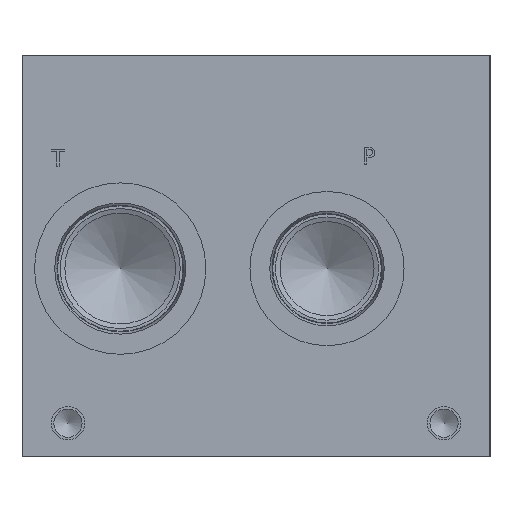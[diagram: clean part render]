
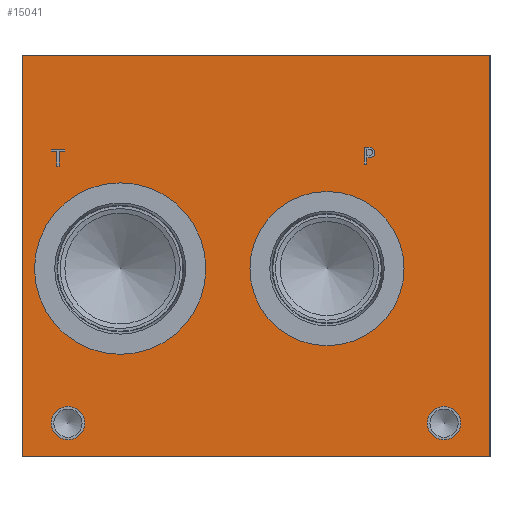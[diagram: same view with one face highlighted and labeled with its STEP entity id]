
A CAD part, left-side view. The second image highlights one B-rep face of the part: STEP entity #15041.
In plain terms, the highlighted planar face has unit normal (-1, 0, 0).
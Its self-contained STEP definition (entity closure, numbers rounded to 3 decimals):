
#247=CIRCLE('',#15874,32.563);
#248=CIRCLE('',#15875,32.563);
#249=CIRCLE('',#15876,29.286);
#250=CIRCLE('',#15877,29.286);
#251=CIRCLE('',#15878,6.35);
#252=CIRCLE('',#15879,6.35);
#253=CIRCLE('',#15880,6.35);
#254=CIRCLE('',#15881,6.35);
#723=FACE_BOUND('',#2179,.T.);
#724=FACE_BOUND('',#2180,.T.);
#725=FACE_BOUND('',#2181,.T.);
#726=FACE_BOUND('',#2182,.T.);
#727=FACE_BOUND('',#2183,.T.);
#728=FACE_BOUND('',#2184,.T.);
#901=PLANE('',#15873);
#1344=FACE_OUTER_BOUND('',#2178,.T.);
#2178=EDGE_LOOP('',(#10141,#10142,#10143,#10144));
#2179=EDGE_LOOP('',(#10145,#10146));
#2180=EDGE_LOOP('',(#10147,#10148));
#2181=EDGE_LOOP('',(#10149,#10150));
#2182=EDGE_LOOP('',(#10151,#10152));
#2183=EDGE_LOOP('',(#10153,#10154,#10155,#10156,#10157,#10158,#10159,#10160));
#2184=EDGE_LOOP('',(#10161,#10162,#10163,#10164,#10165,#10166,#10167,#10168,
#10169));
#3186=LINE('',#21004,#4554);
#3189=LINE('',#21010,#4557);
#3192=LINE('',#21016,#4560);
#3195=LINE('',#21022,#4563);
#3198=LINE('',#21028,#4566);
#3202=LINE('',#21071,#4570);
#3203=LINE('',#21073,#4571);
#3204=LINE('',#21075,#4572);
#3205=LINE('',#21076,#4573);
#3206=LINE('',#21095,#4574);
#3207=LINE('',#21097,#4575);
#3208=LINE('',#21099,#4576);
#3209=LINE('',#21101,#4577);
#3210=LINE('',#21103,#4578);
#3211=LINE('',#21105,#4579);
#3212=LINE('',#21107,#4580);
#3213=LINE('',#21108,#4581);
#4554=VECTOR('',#17105,10.);
#4557=VECTOR('',#17110,10.);
#4560=VECTOR('',#17115,10.);
#4563=VECTOR('',#17120,10.);
#4566=VECTOR('',#17125,10.);
#4570=VECTOR('',#17133,10.);
#4571=VECTOR('',#17134,10.);
#4572=VECTOR('',#17135,10.);
#4573=VECTOR('',#17136,10.);
#4574=VECTOR('',#17153,10.);
#4575=VECTOR('',#17154,10.);
#4576=VECTOR('',#17155,10.);
#4577=VECTOR('',#17156,10.);
#4578=VECTOR('',#17157,10.);
#4579=VECTOR('',#17158,10.);
#4580=VECTOR('',#17159,10.);
#4581=VECTOR('',#17160,10.);
#5870=B_SPLINE_CURVE_WITH_KNOTS('',2,(#20971,#20972,#20973,#20974),
 .UNSPECIFIED.,.F.,.F.,(3,1,3),(0.,1.,2.),.UNSPECIFIED.);
#5872=B_SPLINE_CURVE_WITH_KNOTS('',2,(#20992,#20993,#20994,#20995),
 .UNSPECIFIED.,.F.,.F.,(3,1,3),(0.,1.,2.),.UNSPECIFIED.);
#5874=B_SPLINE_CURVE_WITH_KNOTS('',2,(#21041,#21042,#21043,#21044),
 .UNSPECIFIED.,.F.,.F.,(3,1,3),(0.,1.,2.),.UNSPECIFIED.);
#5876=B_SPLINE_CURVE_WITH_KNOTS('',2,(#21059,#21060,#21061,#21062),
 .UNSPECIFIED.,.F.,.F.,(3,1,3),(0.,1.,2.),.UNSPECIFIED.);
#6268=VERTEX_POINT('',#20969);
#6269=VERTEX_POINT('',#20970);
#6272=VERTEX_POINT('',#20991);
#6274=VERTEX_POINT('',#21003);
#6276=VERTEX_POINT('',#21009);
#6278=VERTEX_POINT('',#21015);
#6280=VERTEX_POINT('',#21021);
#6282=VERTEX_POINT('',#21027);
#6284=VERTEX_POINT('',#21040);
#6286=VERTEX_POINT('',#21069);
#6287=VERTEX_POINT('',#21070);
#6288=VERTEX_POINT('',#21072);
#6289=VERTEX_POINT('',#21074);
#6290=VERTEX_POINT('',#21077);
#6291=VERTEX_POINT('',#21078);
#6292=VERTEX_POINT('',#21081);
#6293=VERTEX_POINT('',#21082);
#6294=VERTEX_POINT('',#21085);
#6295=VERTEX_POINT('',#21086);
#6296=VERTEX_POINT('',#21089);
#6297=VERTEX_POINT('',#21090);
#6298=VERTEX_POINT('',#21093);
#6299=VERTEX_POINT('',#21094);
#6300=VERTEX_POINT('',#21096);
#6301=VERTEX_POINT('',#21098);
#6302=VERTEX_POINT('',#21100);
#6303=VERTEX_POINT('',#21102);
#6304=VERTEX_POINT('',#21104);
#6305=VERTEX_POINT('',#21106);
#7825=EDGE_CURVE('',#6268,#6269,#5870,.T.);
#7829=EDGE_CURVE('',#6272,#6268,#5872,.T.);
#7832=EDGE_CURVE('',#6274,#6272,#3186,.T.);
#7835=EDGE_CURVE('',#6276,#6274,#3189,.T.);
#7838=EDGE_CURVE('',#6278,#6276,#3192,.T.);
#7841=EDGE_CURVE('',#6280,#6278,#3195,.T.);
#7844=EDGE_CURVE('',#6282,#6280,#3198,.T.);
#7847=EDGE_CURVE('',#6284,#6282,#5874,.T.);
#7850=EDGE_CURVE('',#6269,#6284,#5876,.T.);
#7852=EDGE_CURVE('',#6286,#6287,#3202,.T.);
#7853=EDGE_CURVE('',#6287,#6288,#3203,.T.);
#7854=EDGE_CURVE('',#6289,#6288,#3204,.T.);
#7855=EDGE_CURVE('',#6286,#6289,#3205,.T.);
#7856=EDGE_CURVE('',#6290,#6291,#247,.T.);
#7857=EDGE_CURVE('',#6291,#6290,#248,.T.);
#7858=EDGE_CURVE('',#6292,#6293,#249,.T.);
#7859=EDGE_CURVE('',#6293,#6292,#250,.T.);
#7860=EDGE_CURVE('',#6294,#6295,#251,.T.);
#7861=EDGE_CURVE('',#6295,#6294,#252,.T.);
#7862=EDGE_CURVE('',#6296,#6297,#253,.T.);
#7863=EDGE_CURVE('',#6297,#6296,#254,.T.);
#7864=EDGE_CURVE('',#6298,#6299,#3206,.T.);
#7865=EDGE_CURVE('',#6299,#6300,#3207,.T.);
#7866=EDGE_CURVE('',#6300,#6301,#3208,.T.);
#7867=EDGE_CURVE('',#6301,#6302,#3209,.T.);
#7868=EDGE_CURVE('',#6302,#6303,#3210,.T.);
#7869=EDGE_CURVE('',#6303,#6304,#3211,.T.);
#7870=EDGE_CURVE('',#6304,#6305,#3212,.T.);
#7871=EDGE_CURVE('',#6305,#6298,#3213,.T.);
#10141=ORIENTED_EDGE('',*,*,#7852,.T.);
#10142=ORIENTED_EDGE('',*,*,#7853,.T.);
#10143=ORIENTED_EDGE('',*,*,#7854,.F.);
#10144=ORIENTED_EDGE('',*,*,#7855,.F.);
#10145=ORIENTED_EDGE('',*,*,#7856,.T.);
#10146=ORIENTED_EDGE('',*,*,#7857,.T.);
#10147=ORIENTED_EDGE('',*,*,#7858,.T.);
#10148=ORIENTED_EDGE('',*,*,#7859,.T.);
#10149=ORIENTED_EDGE('',*,*,#7860,.T.);
#10150=ORIENTED_EDGE('',*,*,#7861,.T.);
#10151=ORIENTED_EDGE('',*,*,#7862,.T.);
#10152=ORIENTED_EDGE('',*,*,#7863,.T.);
#10153=ORIENTED_EDGE('',*,*,#7864,.T.);
#10154=ORIENTED_EDGE('',*,*,#7865,.T.);
#10155=ORIENTED_EDGE('',*,*,#7866,.T.);
#10156=ORIENTED_EDGE('',*,*,#7867,.T.);
#10157=ORIENTED_EDGE('',*,*,#7868,.T.);
#10158=ORIENTED_EDGE('',*,*,#7869,.T.);
#10159=ORIENTED_EDGE('',*,*,#7870,.T.);
#10160=ORIENTED_EDGE('',*,*,#7871,.T.);
#10161=ORIENTED_EDGE('',*,*,#7825,.T.);
#10162=ORIENTED_EDGE('',*,*,#7850,.T.);
#10163=ORIENTED_EDGE('',*,*,#7847,.T.);
#10164=ORIENTED_EDGE('',*,*,#7844,.T.);
#10165=ORIENTED_EDGE('',*,*,#7841,.T.);
#10166=ORIENTED_EDGE('',*,*,#7838,.T.);
#10167=ORIENTED_EDGE('',*,*,#7835,.T.);
#10168=ORIENTED_EDGE('',*,*,#7832,.T.);
#10169=ORIENTED_EDGE('',*,*,#7829,.T.);
#15041=ADVANCED_FACE('',(#1344,#723,#724,#725,#726,#727,#728),#901,.T.);
#15873=AXIS2_PLACEMENT_3D('',#21068,#17131,#17132);
#15874=AXIS2_PLACEMENT_3D('',#21079,#17137,#17138);
#15875=AXIS2_PLACEMENT_3D('',#21080,#17139,#17140);
#15876=AXIS2_PLACEMENT_3D('',#21083,#17141,#17142);
#15877=AXIS2_PLACEMENT_3D('',#21084,#17143,#17144);
#15878=AXIS2_PLACEMENT_3D('',#21087,#17145,#17146);
#15879=AXIS2_PLACEMENT_3D('',#21088,#17147,#17148);
#15880=AXIS2_PLACEMENT_3D('',#21091,#17149,#17150);
#15881=AXIS2_PLACEMENT_3D('',#21092,#17151,#17152);
#17105=DIRECTION('',(0.,-1.,0.));
#17110=DIRECTION('',(0.,0.,1.));
#17115=DIRECTION('',(0.,1.,0.));
#17120=DIRECTION('',(0.,0.,-1.));
#17125=DIRECTION('',(0.,1.,0.));
#17131=DIRECTION('center_axis',(-1.,0.,0.));
#17132=DIRECTION('ref_axis',(0.,-1.,0.));
#17133=DIRECTION('',(0.,-1.,0.));
#17134=DIRECTION('',(0.,0.,1.));
#17135=DIRECTION('',(0.,-1.,0.));
#17136=DIRECTION('',(0.,0.,1.));
#17137=DIRECTION('center_axis',(1.,0.,0.));
#17138=DIRECTION('ref_axis',(0.,0.,1.));
#17139=DIRECTION('center_axis',(1.,0.,0.));
#17140=DIRECTION('ref_axis',(0.,0.,1.));
#17141=DIRECTION('center_axis',(1.,0.,0.));
#17142=DIRECTION('ref_axis',(0.,0.,1.));
#17143=DIRECTION('center_axis',(1.,0.,0.));
#17144=DIRECTION('ref_axis',(0.,0.,1.));
#17145=DIRECTION('center_axis',(1.,0.,0.));
#17146=DIRECTION('ref_axis',(0.,1.,0.));
#17147=DIRECTION('center_axis',(1.,0.,0.));
#17148=DIRECTION('ref_axis',(0.,1.,0.));
#17149=DIRECTION('center_axis',(1.,0.,0.));
#17150=DIRECTION('ref_axis',(0.,1.,0.));
#17151=DIRECTION('center_axis',(1.,0.,0.));
#17152=DIRECTION('ref_axis',(0.,1.,0.));
#17153=DIRECTION('',(0.,1.,0.));
#17154=DIRECTION('',(0.,0.,1.));
#17155=DIRECTION('',(0.,1.,0.));
#17156=DIRECTION('',(0.,0.,1.));
#17157=DIRECTION('',(0.,-1.,0.));
#17158=DIRECTION('',(0.,0.,-1.));
#17159=DIRECTION('',(0.,1.,0.));
#17160=DIRECTION('',(0.,0.,-1.));
#20969=CARTESIAN_POINT('',(0.,44.518,117.079));
#20970=CARTESIAN_POINT('',(0.,43.762,115.561));
#20971=CARTESIAN_POINT('Ctrl Pts',(0.,44.518,117.079));
#20972=CARTESIAN_POINT('Ctrl Pts',(0.,44.163,116.837));
#20973=CARTESIAN_POINT('Ctrl Pts',(0.,43.762,116.091));
#20974=CARTESIAN_POINT('Ctrl Pts',(0.,43.762,115.561));
#20991=CARTESIAN_POINT('',(0.,46.18,117.475));
#20992=CARTESIAN_POINT('Ctrl Pts',(0.,46.18,117.475));
#20993=CARTESIAN_POINT('Ctrl Pts',(0.,45.614,117.475));
#20994=CARTESIAN_POINT('Ctrl Pts',(0.,44.822,117.29));
#20995=CARTESIAN_POINT('Ctrl Pts',(0.,44.518,117.079));
#21003=CARTESIAN_POINT('',(0.,47.776,117.475));
#21004=CARTESIAN_POINT('',(0.,112.788,117.475));
#21009=CARTESIAN_POINT('',(0.,47.776,111.125));
#21010=CARTESIAN_POINT('',(0.,47.776,55.562));
#21015=CARTESIAN_POINT('',(0.,46.932,111.125));
#21016=CARTESIAN_POINT('',(0.,112.366,111.125));
#21021=CARTESIAN_POINT('',(0.,46.932,113.492));
#21022=CARTESIAN_POINT('',(0.,46.932,56.746));
#21027=CARTESIAN_POINT('',(0.,46.216,113.492));
#21028=CARTESIAN_POINT('',(0.,112.008,113.492));
#21040=CARTESIAN_POINT('',(0.,44.317,114.151));
#21041=CARTESIAN_POINT('Ctrl Pts',(0.,44.317,114.151));
#21042=CARTESIAN_POINT('Ctrl Pts',(0.,44.647,113.827));
#21043=CARTESIAN_POINT('Ctrl Pts',(0.,45.537,113.492));
#21044=CARTESIAN_POINT('Ctrl Pts',(0.,46.216,113.492));
#21059=CARTESIAN_POINT('Ctrl Pts',(0.,43.762,115.561));
#21060=CARTESIAN_POINT('Ctrl Pts',(0.,43.762,115.149));
#21061=CARTESIAN_POINT('Ctrl Pts',(0.,44.055,114.408));
#21062=CARTESIAN_POINT('Ctrl Pts',(0.,44.317,114.151));
#21068=CARTESIAN_POINT('Origin',(0.,177.8,0.));
#21069=CARTESIAN_POINT('',(0.,177.8,0.));
#21070=CARTESIAN_POINT('',(0.,0.,0.));
#21071=CARTESIAN_POINT('',(0.,177.8,0.));
#21072=CARTESIAN_POINT('',(0.,0.,152.4));
#21073=CARTESIAN_POINT('',(0.,0.,0.));
#21074=CARTESIAN_POINT('',(0.,177.8,152.4));
#21075=CARTESIAN_POINT('',(0.,177.8,152.4));
#21076=CARTESIAN_POINT('',(0.,177.8,0.));
#21077=CARTESIAN_POINT('',(0.,140.487,103.988));
#21078=CARTESIAN_POINT('',(0.,140.487,38.862));
#21079=CARTESIAN_POINT('Origin',(0.,140.487,71.425));
#21080=CARTESIAN_POINT('Origin',(0.,140.487,71.425));
#21081=CARTESIAN_POINT('',(0.,61.925,100.711));
#21082=CARTESIAN_POINT('',(0.,61.925,42.139));
#21083=CARTESIAN_POINT('Origin',(0.,61.925,71.425));
#21084=CARTESIAN_POINT('Origin',(0.,61.925,71.425));
#21085=CARTESIAN_POINT('',(0.,166.675,12.7));
#21086=CARTESIAN_POINT('',(0.,153.975,12.7));
#21087=CARTESIAN_POINT('Origin',(0.,160.325,12.7));
#21088=CARTESIAN_POINT('Origin',(0.,160.325,12.7));
#21089=CARTESIAN_POINT('',(0.,23.825,12.7));
#21090=CARTESIAN_POINT('',(0.,11.125,12.7));
#21091=CARTESIAN_POINT('Origin',(0.,17.475,12.7));
#21092=CARTESIAN_POINT('Origin',(0.,17.475,12.7));
#21093=CARTESIAN_POINT('',(0.,163.718,110.331));
#21094=CARTESIAN_POINT('',(0.,164.562,110.331));
#21095=CARTESIAN_POINT('',(0.,170.759,110.331));
#21096=CARTESIAN_POINT('',(0.,164.562,115.93));
#21097=CARTESIAN_POINT('',(0.,164.562,55.166));
#21098=CARTESIAN_POINT('',(0.,166.693,115.93));
#21099=CARTESIAN_POINT('',(0.,171.181,115.93));
#21100=CARTESIAN_POINT('',(0.,166.693,116.681));
#21101=CARTESIAN_POINT('',(0.,166.693,57.965));
#21102=CARTESIAN_POINT('',(0.,161.588,116.681));
#21103=CARTESIAN_POINT('',(0.,172.246,116.681));
#21104=CARTESIAN_POINT('',(0.,161.588,115.93));
#21105=CARTESIAN_POINT('',(0.,161.588,58.341));
#21106=CARTESIAN_POINT('',(0.,163.718,115.93));
#21107=CARTESIAN_POINT('',(0.,169.694,115.93));
#21108=CARTESIAN_POINT('',(0.,163.718,57.965));
